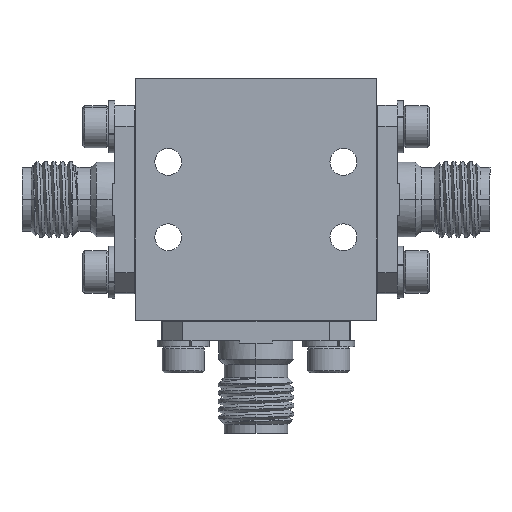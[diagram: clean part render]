
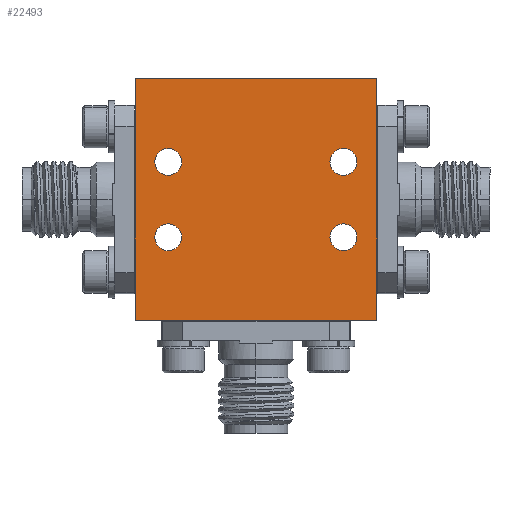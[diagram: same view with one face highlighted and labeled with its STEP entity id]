
A CAD part, front view. The second image highlights one B-rep face of the part: STEP entity #22493.
In plain terms, the highlighted planar face has unit normal (0, -1, 0).
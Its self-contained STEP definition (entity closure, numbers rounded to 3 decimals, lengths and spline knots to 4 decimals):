
#607 = CARTESIAN_POINT ( 'NONE',  ( 0.2785, -0.3024, -0.0841 ) ) ;
#1001 = CARTESIAN_POINT ( 'NONE',  ( 0.2785, -0.3024, 0.1659 ) ) ;
#1263 = DIRECTION ( 'NONE',  ( 0., 0., 1. ) ) ;
#1820 = EDGE_CURVE ( 'NONE', #2332, #48431, #14401, .T. ) ;
#2262 = CARTESIAN_POINT ( 'NONE',  ( -0.411, -0.3024, -1.224 ) ) ;
#2332 = VERTEX_POINT ( 'NONE', #48116 ) ;
#2731 = ORIENTED_EDGE ( 'NONE', *, *, #31097, .F. ) ;
#2815 = EDGE_CURVE ( 'NONE', #10599, #28139, #38655, .T. ) ;
#3420 = AXIS2_PLACEMENT_3D ( 'NONE', #607, #23224, #38161 ) ;
#4705 = LINE ( 'NONE', #26835, #36529 ) ;
#5562 = ORIENTED_EDGE ( 'NONE', *, *, #9484, .T. ) ;
#5946 = DIRECTION ( 'NONE',  ( 0., 0., -1. ) ) ;
#7367 = VERTEX_POINT ( 'NONE', #36562 ) ;
#8222 = DIRECTION ( 'NONE',  ( -1., 0., 0. ) ) ;
#8237 = AXIS2_PLACEMENT_3D ( 'NONE', #35314, #27980, #46100 ) ;
#8713 = AXIS2_PLACEMENT_3D ( 'NONE', #2262, #20438, #5946 ) ;
#9092 = CIRCLE ( 'NONE', #8237, 0.0445 ) ;
#9378 = EDGE_CURVE ( 'NONE', #23225, #26626, #33723, .T. ) ;
#9435 = CARTESIAN_POINT ( 'NONE',  ( 0.2785, -0.3024, -0.0841 ) ) ;
#9484 = EDGE_CURVE ( 'NONE', #39875, #31882, #42334, .T. ) ;
#9747 = CARTESIAN_POINT ( 'NONE',  ( 0.389, -0.3024, 0.4414 ) ) ;
#10394 = CARTESIAN_POINT ( 'NONE',  ( -0.3015, -0.3024, -0.0841 ) ) ;
#10463 = DIRECTION ( 'NONE',  ( 0., 0., 1. ) ) ;
#10599 = VERTEX_POINT ( 'NONE', #35885 ) ;
#11029 = CARTESIAN_POINT ( 'NONE',  ( -0.411, -0.3024, -0.3586 ) ) ;
#11408 = VECTOR ( 'NONE', #14306, 39.3701 ) ;
#11907 = CARTESIAN_POINT ( 'NONE',  ( -0.3015, -0.3024, 0.1214 ) ) ;
#12176 = DIRECTION ( 'NONE',  ( 0., 0., 1. ) ) ;
#14306 = DIRECTION ( 'NONE',  ( 1., 0., 0. ) ) ;
#14401 = CIRCLE ( 'NONE', #3420, 0.0445 ) ;
#15914 = EDGE_CURVE ( 'NONE', #10599, #26310, #30170, .T. ) ;
#16626 = AXIS2_PLACEMENT_3D ( 'NONE', #1001, #20392, #31194 ) ;
#16857 = CARTESIAN_POINT ( 'NONE',  ( 0.2785, -0.3024, -0.0396 ) ) ;
#19695 = CARTESIAN_POINT ( 'NONE',  ( 0.2785, -0.3024, 0.1659 ) ) ;
#20241 = EDGE_CURVE ( 'NONE', #48431, #2332, #33012, .T. ) ;
#20392 = DIRECTION ( 'NONE',  ( 0., 1., 0. ) ) ;
#20438 = DIRECTION ( 'NONE',  ( 0., -1., 0. ) ) ;
#20557 = CIRCLE ( 'NONE', #16626, 0.0445 ) ;
#21045 = ORIENTED_EDGE ( 'NONE', *, *, #1820, .T. ) ;
#21713 = EDGE_CURVE ( 'NONE', #26626, #23225, #25989, .T. ) ;
#22493 = ADVANCED_FACE ( 'NONE', ( #39065, #46674, #32694, #47637, #27819 ), #43724, .T. ) ;
#23224 = DIRECTION ( 'NONE',  ( 0., 1., 0. ) ) ;
#23225 = VERTEX_POINT ( 'NONE', #26116 ) ;
#23248 = CARTESIAN_POINT ( 'NONE',  ( -0.3015, -0.3024, 0.1659 ) ) ;
#23300 = CARTESIAN_POINT ( 'NONE',  ( 0.389, -0.3024, -1.224 ) ) ;
#23787 = ORIENTED_EDGE ( 'NONE', *, *, #2815, .F. ) ;
#24353 = AXIS2_PLACEMENT_3D ( 'NONE', #10394, #32972, #47440 ) ;
#24425 = AXIS2_PLACEMENT_3D ( 'NONE', #47524, #44077, #10463 ) ;
#25319 = CIRCLE ( 'NONE', #29195, 0.0445 ) ;
#25426 = VECTOR ( 'NONE', #8222, 39.3701 ) ;
#25752 = ORIENTED_EDGE ( 'NONE', *, *, #30092, .F. ) ;
#25989 = CIRCLE ( 'NONE', #24425, 0.0445 ) ;
#26116 = CARTESIAN_POINT ( 'NONE',  ( -0.3015, -0.3024, -0.1286 ) ) ;
#26310 = VERTEX_POINT ( 'NONE', #9747 ) ;
#26626 = VERTEX_POINT ( 'NONE', #41839 ) ;
#26835 = CARTESIAN_POINT ( 'NONE',  ( -0.411, -0.3024, -1.224 ) ) ;
#27623 = DIRECTION ( 'NONE',  ( 0., 0., 1. ) ) ;
#27625 = EDGE_LOOP ( 'NONE', ( #46858, #34566 ) ) ;
#27819 = FACE_OUTER_BOUND ( 'NONE', #38917, .T. ) ;
#27980 = DIRECTION ( 'NONE',  ( 0., 1., 0. ) ) ;
#28139 = VERTEX_POINT ( 'NONE', #11029 ) ;
#28691 = EDGE_CURVE ( 'NONE', #7367, #29197, #9092, .T. ) ;
#29098 = VERTEX_POINT ( 'NONE', #36701 ) ;
#29195 = AXIS2_PLACEMENT_3D ( 'NONE', #23248, #32247, #12176 ) ;
#29197 = VERTEX_POINT ( 'NONE', #11907 ) ;
#29271 = EDGE_LOOP ( 'NONE', ( #34776, #21045 ) ) ;
#29519 = CARTESIAN_POINT ( 'NONE',  ( -0.411, -0.3024, 0.4414 ) ) ;
#30092 = EDGE_CURVE ( 'NONE', #29098, #26310, #44236, .T. ) ;
#30170 = LINE ( 'NONE', #23300, #39867 ) ;
#30568 = AXIS2_PLACEMENT_3D ( 'NONE', #19695, #34662, #1263 ) ;
#30828 = CARTESIAN_POINT ( 'NONE',  ( -0.411, -0.3024, -0.3586 ) ) ;
#31053 = DIRECTION ( 'NONE',  ( 0., 1., 0. ) ) ;
#31097 = EDGE_CURVE ( 'NONE', #28139, #29098, #4705, .T. ) ;
#31194 = DIRECTION ( 'NONE',  ( 0., 0., 1. ) ) ;
#31223 = DIRECTION ( 'NONE',  ( 0., 0., 1. ) ) ;
#31882 = VERTEX_POINT ( 'NONE', #35720 ) ;
#32247 = DIRECTION ( 'NONE',  ( 0., 1., 0. ) ) ;
#32694 = FACE_BOUND ( 'NONE', #27625, .T. ) ;
#32972 = DIRECTION ( 'NONE',  ( 0., 1., 0. ) ) ;
#33012 = CIRCLE ( 'NONE', #45527, 0.0445 ) ;
#33723 = CIRCLE ( 'NONE', #24353, 0.0445 ) ;
#34541 = ORIENTED_EDGE ( 'NONE', *, *, #15914, .T. ) ;
#34566 = ORIENTED_EDGE ( 'NONE', *, *, #47150, .T. ) ;
#34662 = DIRECTION ( 'NONE',  ( 0., 1., 0. ) ) ;
#34776 = ORIENTED_EDGE ( 'NONE', *, *, #20241, .T. ) ;
#35314 = CARTESIAN_POINT ( 'NONE',  ( -0.3015, -0.3024, 0.1659 ) ) ;
#35590 = ORIENTED_EDGE ( 'NONE', *, *, #46572, .T. ) ;
#35720 = CARTESIAN_POINT ( 'NONE',  ( 0.2785, -0.3024, 0.2104 ) ) ;
#35885 = CARTESIAN_POINT ( 'NONE',  ( 0.389, -0.3024, -0.3586 ) ) ;
#36315 = ORIENTED_EDGE ( 'NONE', *, *, #21713, .T. ) ;
#36529 = VECTOR ( 'NONE', #31223, 39.3701 ) ;
#36562 = CARTESIAN_POINT ( 'NONE',  ( -0.3015, -0.3024, 0.2104 ) ) ;
#36640 = CARTESIAN_POINT ( 'NONE',  ( 0.2785, -0.3024, 0.1214 ) ) ;
#36701 = CARTESIAN_POINT ( 'NONE',  ( -0.411, -0.3024, 0.4414 ) ) ;
#38161 = DIRECTION ( 'NONE',  ( 0., 0., 1. ) ) ;
#38655 = LINE ( 'NONE', #30828, #25426 ) ;
#38917 = EDGE_LOOP ( 'NONE', ( #23787, #34541, #25752, #2731 ) ) ;
#39065 = FACE_BOUND ( 'NONE', #29271, .T. ) ;
#39867 = VECTOR ( 'NONE', #44873, 39.3701 ) ;
#39875 = VERTEX_POINT ( 'NONE', #36640 ) ;
#40116 = EDGE_LOOP ( 'NONE', ( #36315, #45079 ) ) ;
#41839 = CARTESIAN_POINT ( 'NONE',  ( -0.3015, -0.3024, -0.0396 ) ) ;
#42334 = CIRCLE ( 'NONE', #30568, 0.0445 ) ;
#43724 = PLANE ( 'NONE',  #8713 ) ;
#44077 = DIRECTION ( 'NONE',  ( 0., 1., 0. ) ) ;
#44236 = LINE ( 'NONE', #29519, #11408 ) ;
#44504 = EDGE_LOOP ( 'NONE', ( #35590, #5562 ) ) ;
#44873 = DIRECTION ( 'NONE',  ( 0., 0., 1. ) ) ;
#45079 = ORIENTED_EDGE ( 'NONE', *, *, #9378, .T. ) ;
#45527 = AXIS2_PLACEMENT_3D ( 'NONE', #9435, #31053, #27623 ) ;
#46100 = DIRECTION ( 'NONE',  ( 0., 0., 1. ) ) ;
#46572 = EDGE_CURVE ( 'NONE', #31882, #39875, #20557, .T. ) ;
#46674 = FACE_BOUND ( 'NONE', #44504, .T. ) ;
#46858 = ORIENTED_EDGE ( 'NONE', *, *, #28691, .T. ) ;
#47150 = EDGE_CURVE ( 'NONE', #29197, #7367, #25319, .T. ) ;
#47440 = DIRECTION ( 'NONE',  ( 0., 0., 1. ) ) ;
#47524 = CARTESIAN_POINT ( 'NONE',  ( -0.3015, -0.3024, -0.0841 ) ) ;
#47637 = FACE_BOUND ( 'NONE', #40116, .T. ) ;
#48116 = CARTESIAN_POINT ( 'NONE',  ( 0.2785, -0.3024, -0.1286 ) ) ;
#48431 = VERTEX_POINT ( 'NONE', #16857 ) ;
